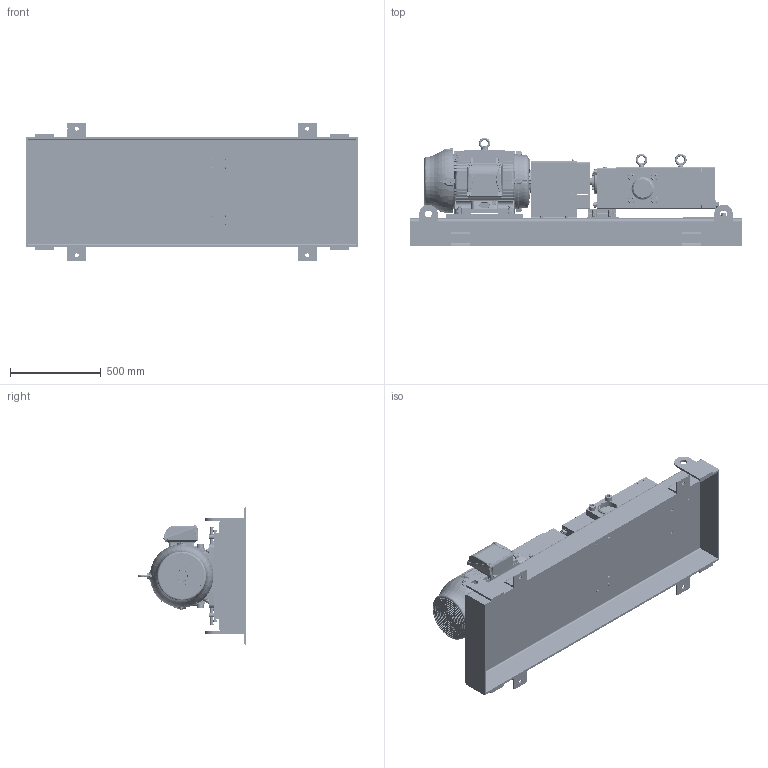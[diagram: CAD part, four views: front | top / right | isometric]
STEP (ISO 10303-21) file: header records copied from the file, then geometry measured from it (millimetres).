
FILE_DESCRIPTION (( 'STEP AP214' ), '1' );
FILE_NAME ('GPV-1460-028-U.STEP', '2019-10-08T14:14:27', ( '' ), ( '' ), 'SwSTEP 2.0', 'SolidWorks 2018', '' );
FILE_SCHEMA (( 'AUTOMOTIVE_DESIGN' ));
Length unit declared in the file: inch
Products named in the file (1): GPV-1460-028-U
Bounding box: 1828.8 x 597.05 x 762 mm (x, y, z)
Surface area: 9504544.3 mm2 (no closed solid volume)
Topology: 0 solids, 159 shells, 8936 faces, 22774 edges, 14541 vertices
Faces by surface type: plane 3670, cylinder 2539, cone 1353, bspline 1269, torus 95, sphere 10
Entity records: 465337 total; most frequent: CARTESIAN_POINT 142893, ORIENTED_EDGE 45426, DIRECTION 37839, EDGE_CURVE 22718, VERTEX_POINT 14541, AXIS2_PLACEMENT_3D 13429, LINE 10981, VECTOR 10981
